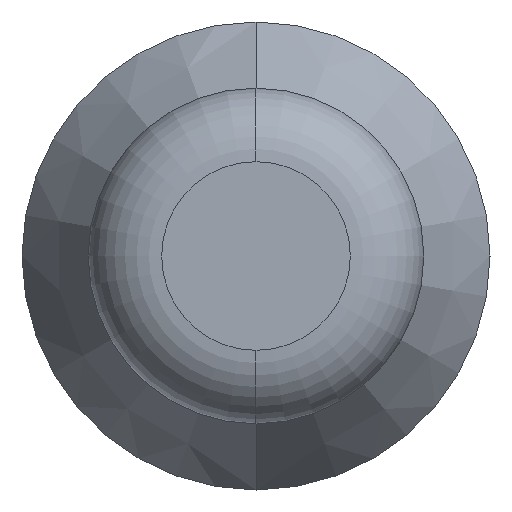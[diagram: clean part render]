
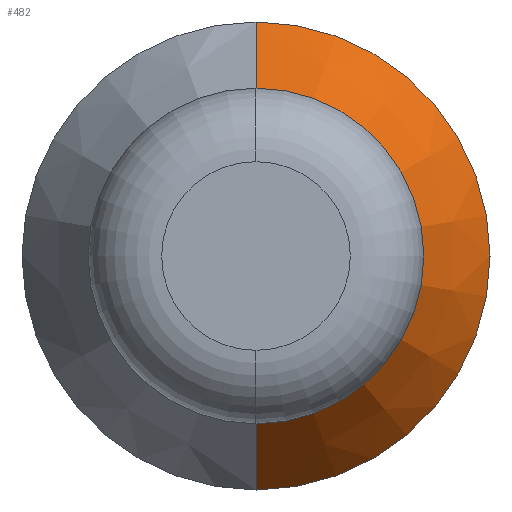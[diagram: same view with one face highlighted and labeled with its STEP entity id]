
A CAD part, front view. The second image highlights one B-rep face of the part: STEP entity #482.
In plain terms, the highlighted conical face has half-angle 30 degrees and reference radius 0.535 mm.
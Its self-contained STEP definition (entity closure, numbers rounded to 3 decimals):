
#217 = AXIS2_PLACEMENT_3D ( 'NONE', #2082, #410, #707 ) ;
#355 = DIRECTION ( 'NONE',  ( 0., 0., 1. ) ) ;
#357 = CONICAL_SURFACE ( 'NONE', #1137, 0.535, 0.524 ) ;
#373 = CARTESIAN_POINT ( 'NONE',  ( 0., 4.1, 0. ) ) ;
#410 = DIRECTION ( 'NONE',  ( 0., 1., 0. ) ) ;
#482 = ADVANCED_FACE ( 'Defeature ausgef�hrt1_9', ( #4167 ), #357, .T. ) ;
#595 = CARTESIAN_POINT ( 'NONE',  ( 0., 4.827, 0.955 ) ) ;
#688 = DIRECTION ( 'NONE',  ( 0., 0.866, -0.5 ) ) ;
#707 = DIRECTION ( 'NONE',  ( 0., 0., 1. ) ) ;
#821 = CIRCLE ( 'NONE', #2857, 0.535 ) ;
#839 = VERTEX_POINT ( 'NONE', #2614 ) ;
#924 = CIRCLE ( 'NONE', #217, 0.955 ) ;
#989 = ORIENTED_EDGE ( 'NONE', *, *, #2077, .T. ) ;
#1081 = EDGE_CURVE ( 'Defeature ausgef�hrt1_8+Defeature ausgef�hrt1_9+Defeature ausgef�hrt1_9+Defeature ausgef�hrt1_9', #1872, #839, #924, .T. ) ;
#1137 = AXIS2_PLACEMENT_3D ( 'NONE', #3918, #3222, #3581 ) ;
#1300 = VECTOR ( 'NONE', #4384, 1000. ) ;
#1309 = EDGE_CURVE ( 'Defeature ausgef�hrt1_9+Defeature ausgef�hrt1_6+Defeature ausgef�hrt1_6+Defeature ausgef�hrt1_6', #3427, #1438, #821, .T. ) ;
#1438 = VERTEX_POINT ( 'NONE', #2739 ) ;
#1872 = VERTEX_POINT ( 'NONE', #595 ) ;
#1932 = LINE ( 'NONE', #4367, #1300 ) ;
#1933 = EDGE_LOOP ( 'NONE', ( #2068, #989, #2295, #2546 ) ) ;
#2039 = DIRECTION ( 'NONE',  ( 0., 1., 0. ) ) ;
#2068 = ORIENTED_EDGE ( 'NONE', *, *, #1309, .T. ) ;
#2077 = EDGE_CURVE ( 'NONE', #1438, #839, #3220, .T. ) ;
#2082 = CARTESIAN_POINT ( 'NONE',  ( 0., 4.827, 0. ) ) ;
#2096 = VECTOR ( 'NONE', #688, 1000. ) ;
#2295 = ORIENTED_EDGE ( 'NONE', *, *, #1081, .F. ) ;
#2546 = ORIENTED_EDGE ( 'NONE', *, *, #3017, .F. ) ;
#2614 = CARTESIAN_POINT ( 'NONE',  ( 0., 4.827, -0.955 ) ) ;
#2739 = CARTESIAN_POINT ( 'NONE',  ( 0., 4.1, -0.535 ) ) ;
#2857 = AXIS2_PLACEMENT_3D ( 'NONE', #373, #2039, #355 ) ;
#3017 = EDGE_CURVE ( 'NONE', #3427, #1872, #1932, .T. ) ;
#3220 = LINE ( 'NONE', #3432, #2096 ) ;
#3222 = DIRECTION ( 'NONE',  ( 0., 1., 0. ) ) ;
#3427 = VERTEX_POINT ( 'NONE', #4350 ) ;
#3432 = CARTESIAN_POINT ( 'NONE',  ( 0., 4.1, -0.535 ) ) ;
#3581 = DIRECTION ( 'NONE',  ( 0., 0., 1. ) ) ;
#3918 = CARTESIAN_POINT ( 'NONE',  ( 0., 4.1, 0. ) ) ;
#4167 = FACE_OUTER_BOUND ( 'NONE', #1933, .T. ) ;
#4350 = CARTESIAN_POINT ( 'NONE',  ( 0., 4.1, 0.535 ) ) ;
#4367 = CARTESIAN_POINT ( 'NONE',  ( 0., 4.1, 0.535 ) ) ;
#4384 = DIRECTION ( 'NONE',  ( 0., 0.866, 0.5 ) ) ;
